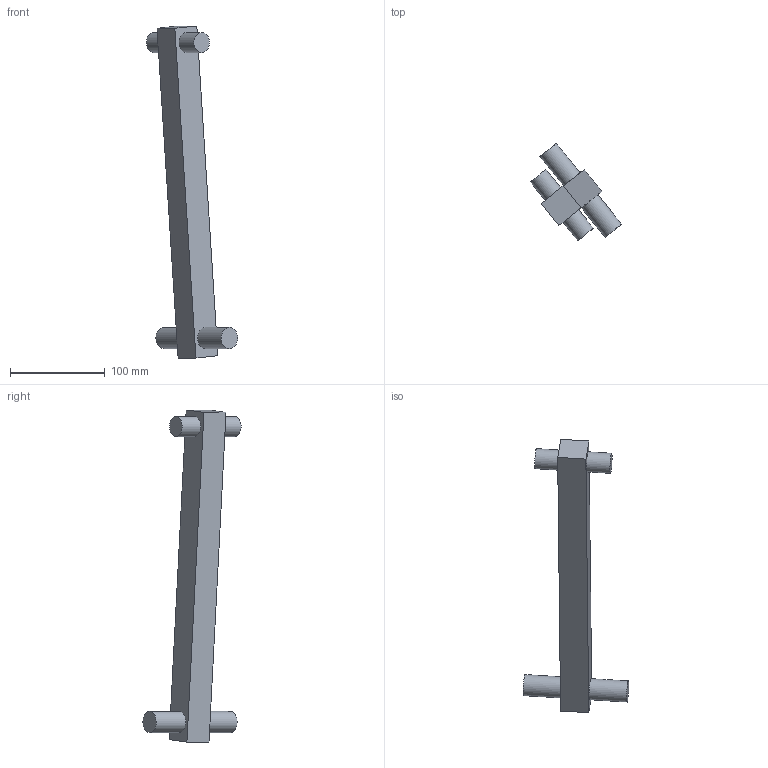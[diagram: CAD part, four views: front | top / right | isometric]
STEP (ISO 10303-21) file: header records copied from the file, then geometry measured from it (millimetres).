
FILE_DESCRIPTION(/* description */ ('STEP AP214'),/* implementation_level */ '2;1');
FILE_NAME(/* name */ '60efe5c85a6caa1e30d59f0d',/* time_stamp */ '2021-07-15T07:37:45+00:00',/* author */ (''),/* organization */ (''),/* preprocessor_version */ 'ST-DEVELOPER v18.1',/* originating_system */ ' ',/* authorisation */ ' ');
FILE_SCHEMA (('AUTOMOTIVE_DESIGN {1 0 10303 214 3 1 1}'));
Length unit declared in the file: metre
Products named in the file (1): Component1
Bounding box: 96.58 x 103.72 x 351.28 mm (x, y, z)
Volume: 364222.6 mm3; surface area: 52764.8 mm2
Topology: 1 solids, 1 shells, 14 faces, 24 edges, 16 vertices
Faces by surface type: plane 10, cylinder 4
Full cylindrical faces by diameter (mm): 21.297 x2, 22.359 x2
Entity records: 346 total; most frequent: DIRECTION 58, CARTESIAN_POINT 51, ORIENTED_EDGE 40, AXIS2_PLACEMENT_3D 23, EDGE_LOOP 22, FACE_BOUND 22, EDGE_CURVE 20, VERTEX_POINT 16
